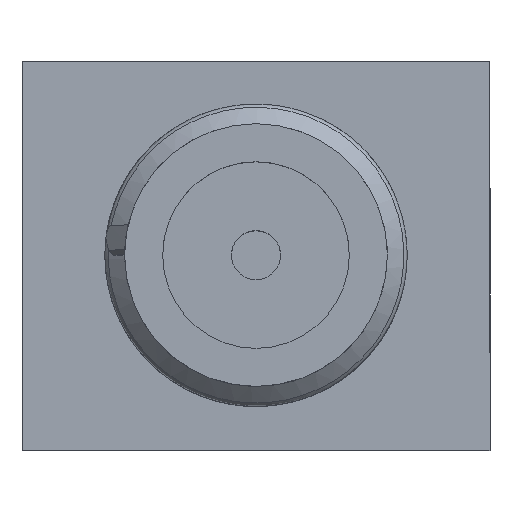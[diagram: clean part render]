
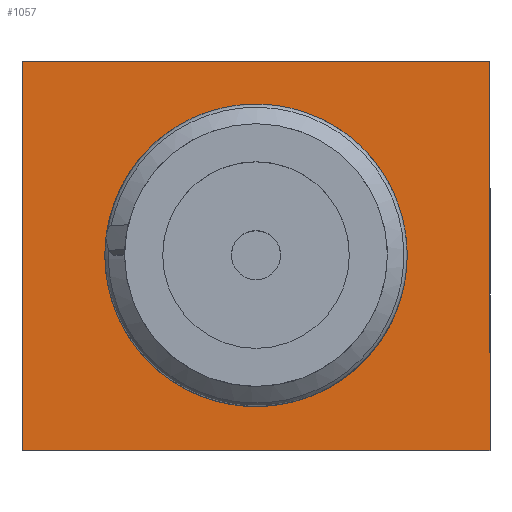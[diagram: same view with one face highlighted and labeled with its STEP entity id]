
A CAD part, top view. The second image highlights one B-rep face of the part: STEP entity #1057.
In plain terms, the highlighted planar face has unit normal (0, 0, 1).
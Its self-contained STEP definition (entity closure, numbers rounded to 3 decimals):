
#131 = CARTESIAN_POINT ( 'NONE',  ( 0., 0., 1.65 ) ) ;
#138 = ORIENTED_EDGE ( 'NONE', *, *, #2103, .T. ) ;
#186 = DIRECTION ( 'NONE',  ( 0., 0., -1. ) ) ;
#195 = CIRCLE ( 'NONE', #1113, 2.875 ) ;
#217 = EDGE_CURVE ( 'NONE', #3746, #3869, #195, .T. ) ;
#299 = CARTESIAN_POINT ( 'NONE',  ( 0., 0., 1.65 ) ) ;
#348 = CARTESIAN_POINT ( 'NONE',  ( -4.765, 3.965, 1.65 ) ) ;
#370 = ORIENTED_EDGE ( 'NONE', *, *, #217, .T. ) ;
#381 = VERTEX_POINT ( 'NONE', #3456 ) ;
#473 = CARTESIAN_POINT ( 'NONE',  ( 2.875, 0., 1.65 ) ) ;
#626 = EDGE_LOOP ( 'NONE', ( #370, #3013 ) ) ;
#648 = CARTESIAN_POINT ( 'NONE',  ( -2.875, 0., 1.65 ) ) ;
#740 = DIRECTION ( 'NONE',  ( -1., 0., 0. ) ) ;
#742 = CIRCLE ( 'NONE', #3012, 2.875 ) ;
#825 = VERTEX_POINT ( 'NONE', #1358 ) ;
#918 = VECTOR ( 'NONE', #1990, 1000. ) ;
#996 = EDGE_CURVE ( 'NONE', #381, #1447, #4094, .T. ) ;
#1028 = LINE ( 'NONE', #348, #3809 ) ;
#1057 = ADVANCED_FACE ( 'NONE', ( #3207, #1457 ), #1133, .T. ) ;
#1058 = DIRECTION ( 'NONE',  ( 0., 1., 0. ) ) ;
#1113 = AXIS2_PLACEMENT_3D ( 'NONE', #2232, #186, #4268 ) ;
#1133 = PLANE ( 'NONE',  #3520 ) ;
#1186 = VERTEX_POINT ( 'NONE', #3902 ) ;
#1358 = CARTESIAN_POINT ( 'NONE',  ( -4.765, -3.965, 1.65 ) ) ;
#1447 = VERTEX_POINT ( 'NONE', #4035 ) ;
#1457 = FACE_OUTER_BOUND ( 'NONE', #4166, .T. ) ;
#1990 = DIRECTION ( 'NONE',  ( 1., 0., 0. ) ) ;
#2103 = EDGE_CURVE ( 'NONE', #1186, #825, #1028, .T. ) ;
#2168 = DIRECTION ( 'NONE',  ( 1., 0., 0. ) ) ;
#2232 = CARTESIAN_POINT ( 'NONE',  ( 0., 0., 1.65 ) ) ;
#2297 = DIRECTION ( 'NONE',  ( 0., 0., -1. ) ) ;
#2318 = VECTOR ( 'NONE', #740, 1000. ) ;
#2434 = LINE ( 'NONE', #3780, #2318 ) ;
#2932 = EDGE_CURVE ( 'NONE', #825, #381, #4048, .T. ) ;
#3012 = AXIS2_PLACEMENT_3D ( 'NONE', #299, #2297, #3693 ) ;
#3013 = ORIENTED_EDGE ( 'NONE', *, *, #3913, .T. ) ;
#3101 = CARTESIAN_POINT ( 'NONE',  ( 4.765, 3.965, 1.65 ) ) ;
#3207 = FACE_BOUND ( 'NONE', #626, .T. ) ;
#3233 = EDGE_CURVE ( 'NONE', #1447, #1186, #2434, .T. ) ;
#3437 = ORIENTED_EDGE ( 'NONE', *, *, #996, .T. ) ;
#3456 = CARTESIAN_POINT ( 'NONE',  ( 4.765, -3.965, 1.65 ) ) ;
#3520 = AXIS2_PLACEMENT_3D ( 'NONE', #131, #3852, #2168 ) ;
#3626 = ORIENTED_EDGE ( 'NONE', *, *, #3233, .T. ) ;
#3693 = DIRECTION ( 'NONE',  ( 1., 0., 0. ) ) ;
#3736 = DIRECTION ( 'NONE',  ( 0., -1., 0. ) ) ;
#3746 = VERTEX_POINT ( 'NONE', #473 ) ;
#3764 = ORIENTED_EDGE ( 'NONE', *, *, #2932, .T. ) ;
#3780 = CARTESIAN_POINT ( 'NONE',  ( -4.765, 3.965, 1.65 ) ) ;
#3809 = VECTOR ( 'NONE', #3736, 1000. ) ;
#3852 = DIRECTION ( 'NONE',  ( 0., 0., 1. ) ) ;
#3869 = VERTEX_POINT ( 'NONE', #648 ) ;
#3902 = CARTESIAN_POINT ( 'NONE',  ( -4.765, 3.965, 1.65 ) ) ;
#3913 = EDGE_CURVE ( 'NONE', #3869, #3746, #742, .T. ) ;
#3927 = CARTESIAN_POINT ( 'NONE',  ( -4.765, -3.965, 1.65 ) ) ;
#3950 = VECTOR ( 'NONE', #1058, 1000. ) ;
#4035 = CARTESIAN_POINT ( 'NONE',  ( 4.765, 3.965, 1.65 ) ) ;
#4048 = LINE ( 'NONE', #3927, #918 ) ;
#4094 = LINE ( 'NONE', #3101, #3950 ) ;
#4166 = EDGE_LOOP ( 'NONE', ( #3437, #3626, #138, #3764 ) ) ;
#4268 = DIRECTION ( 'NONE',  ( 1., 0., 0. ) ) ;
